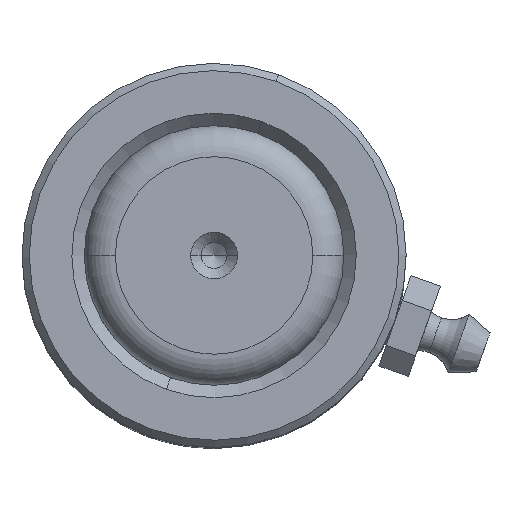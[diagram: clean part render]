
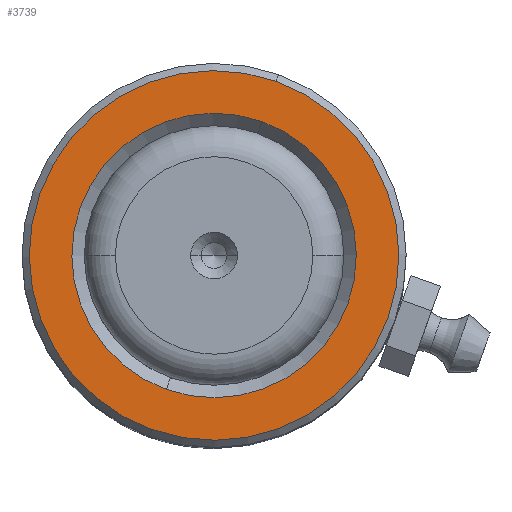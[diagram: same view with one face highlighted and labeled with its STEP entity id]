
A CAD part, top view. The second image highlights one B-rep face of the part: STEP entity #3739.
In plain terms, the highlighted planar face has unit normal (0, 0, 1).
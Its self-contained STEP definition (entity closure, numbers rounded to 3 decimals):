
#12 = CIRCLE ( 'NONE', #4660, 13.7 ) ;
#915 = ORIENTED_EDGE ( 'NONE', *, *, #3903, .T. ) ;
#1432 = CIRCLE ( 'NONE', #7717, 17.8 ) ;
#1550 = CARTESIAN_POINT ( 'NONE',  ( -13.7, 0., 60. ) ) ;
#1650 = AXIS2_PLACEMENT_3D ( 'NONE', #8198, #5506, #6199 ) ;
#2102 = DIRECTION ( 'NONE',  ( 0., 0., 1. ) ) ;
#2105 = CARTESIAN_POINT ( 'NONE',  ( 17.8, 0., 60. ) ) ;
#2504 = CARTESIAN_POINT ( 'NONE',  ( 13.7, 0., 60. ) ) ;
#2853 = CARTESIAN_POINT ( 'NONE',  ( 0., 0., 60. ) ) ;
#2875 = CIRCLE ( 'NONE', #4522, 17.8 ) ;
#2876 = DIRECTION ( 'NONE',  ( 0., 0., 1. ) ) ;
#3011 = EDGE_CURVE ( 'NONE', #3554, #8205, #12, .T. ) ;
#3080 = FACE_BOUND ( 'NONE', #7469, .T. ) ;
#3319 = DIRECTION ( 'NONE',  ( 1., 0., 0. ) ) ;
#3324 = DIRECTION ( 'NONE',  ( 0., 0., 1. ) ) ;
#3554 = VERTEX_POINT ( 'NONE', #2504 ) ;
#3678 = CARTESIAN_POINT ( 'NONE',  ( -17.8, 0., 60. ) ) ;
#3739 = ADVANCED_FACE ( 'NONE', ( #5189, #3080 ), #4008, .T. ) ;
#3903 = EDGE_CURVE ( 'NONE', #8205, #3554, #6142, .T. ) ;
#4008 = PLANE ( 'NONE',  #4784 ) ;
#4057 = ORIENTED_EDGE ( 'NONE', *, *, #6880, .T. ) ;
#4162 = CARTESIAN_POINT ( 'NONE',  ( 0., 0., 60. ) ) ;
#4522 = AXIS2_PLACEMENT_3D ( 'NONE', #6014, #3324, #4652 ) ;
#4652 = DIRECTION ( 'NONE',  ( 1., 0., 0. ) ) ;
#4660 = AXIS2_PLACEMENT_3D ( 'NONE', #2853, #6843, #4878 ) ;
#4712 = CARTESIAN_POINT ( 'NONE',  ( 0., 0., 60. ) ) ;
#4784 = AXIS2_PLACEMENT_3D ( 'NONE', #4712, #2102, #3319 ) ;
#4878 = DIRECTION ( 'NONE',  ( 1., 0., 0. ) ) ;
#4920 = EDGE_LOOP ( 'NONE', ( #8544, #4057 ) ) ;
#5189 = FACE_OUTER_BOUND ( 'NONE', #4920, .T. ) ;
#5506 = DIRECTION ( 'NONE',  ( 0., 0., -1. ) ) ;
#5871 = ORIENTED_EDGE ( 'NONE', *, *, #3011, .T. ) ;
#6014 = CARTESIAN_POINT ( 'NONE',  ( 0., 0., 60. ) ) ;
#6142 = CIRCLE ( 'NONE', #1650, 13.7 ) ;
#6199 = DIRECTION ( 'NONE',  ( 1., 0., 0. ) ) ;
#6304 = DIRECTION ( 'NONE',  ( 1., 0., 0. ) ) ;
#6545 = VERTEX_POINT ( 'NONE', #3678 ) ;
#6843 = DIRECTION ( 'NONE',  ( 0., 0., -1. ) ) ;
#6880 = EDGE_CURVE ( 'NONE', #7565, #6545, #1432, .T. ) ;
#7294 = EDGE_CURVE ( 'NONE', #6545, #7565, #2875, .T. ) ;
#7469 = EDGE_LOOP ( 'NONE', ( #5871, #915 ) ) ;
#7565 = VERTEX_POINT ( 'NONE', #2105 ) ;
#7717 = AXIS2_PLACEMENT_3D ( 'NONE', #4162, #2876, #6304 ) ;
#8198 = CARTESIAN_POINT ( 'NONE',  ( 0., 0., 60. ) ) ;
#8205 = VERTEX_POINT ( 'NONE', #1550 ) ;
#8544 = ORIENTED_EDGE ( 'NONE', *, *, #7294, .T. ) ;
